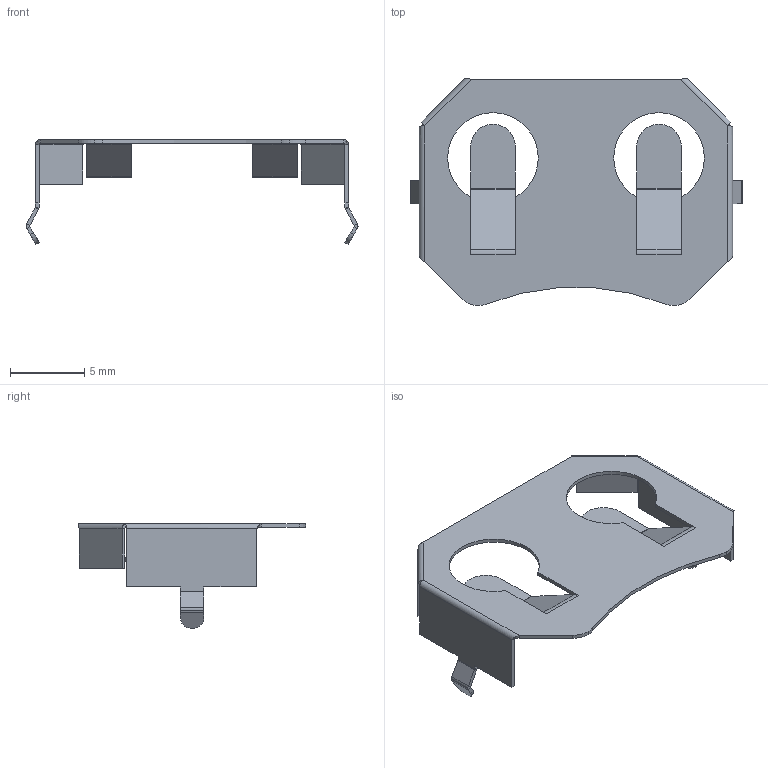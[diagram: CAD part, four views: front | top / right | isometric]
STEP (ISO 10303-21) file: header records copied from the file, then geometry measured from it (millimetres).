
FILE_DESCRIPTION(('FreeCAD Model'),'2;1');
FILE_NAME('Open CASCADE Shape Model','2021-12-10T17:07:07',( 'kicad StepUp'),('ksu MCAD'),'Open CASCADE STEP processor 7.5', 'FreeCAD','Unknown');
FILE_SCHEMA(('AUTOMOTIVE_DESIGN { 1 0 10303 214 1 1 1 1 }'));
Length unit declared in the file: millimetre
Products named in the file (1): BatteryHolder_BK913_THT
Bounding box: 22.35 x 15.29 x 7.06 mm (x, y, z)
Volume: 91 mm3; surface area: 775.9 mm2
Topology: 1 solids, 1 shells, 138 faces, 312 edges, 176 vertices
Faces by surface type: plane 87, cylinder 43, bspline 8
Entity records: 8716 total; most frequent: CARTESIAN_POINT 2423, DIRECTION 1168, LINE 732, VECTOR 732, ORIENTED_EDGE 624, PCURVE 624, DEFINITIONAL_REPRESENTATION 624, EDGE_CURVE 312
